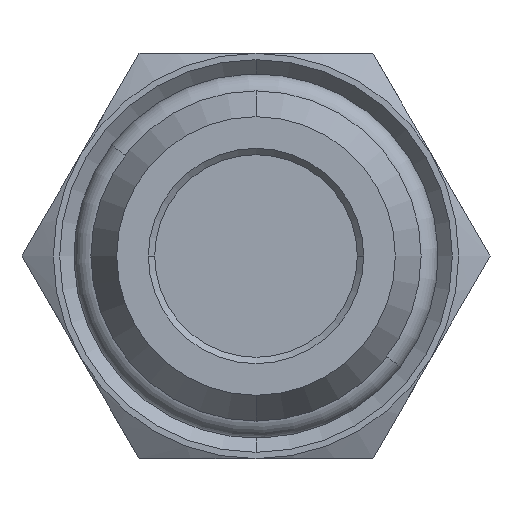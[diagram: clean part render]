
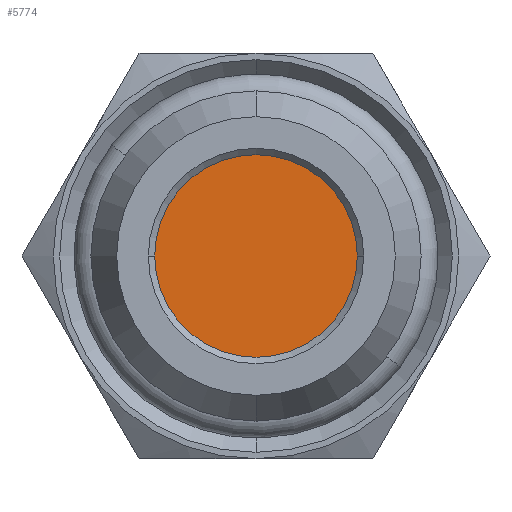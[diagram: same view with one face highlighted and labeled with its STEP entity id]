
A CAD part, front view. The second image highlights one B-rep face of the part: STEP entity #5774.
In plain terms, the highlighted planar face has unit normal (0, -1, 0).
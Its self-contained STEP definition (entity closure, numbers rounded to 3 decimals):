
#50 = EDGE_LOOP ( 'NONE', ( #6074, #6075 ) ) ;
#781 = FACE_OUTER_BOUND ( 'NONE', #50, .T. ) ;
#1049 = CARTESIAN_POINT ( 'NONE',  ( 0., -17.481, 0. ) ) ;
#1050 = DIRECTION ( 'NONE',  ( 0., -1., 0. ) ) ;
#1051 = DIRECTION ( 'NONE',  ( 1., 0., 0. ) ) ;
#1386 = AXIS2_PLACEMENT_3D ( 'NONE', #14908, #14909, #14910 ) ;
#1567 = CIRCLE ( 'NONE', #4420, 4. ) ;
#1647 = CIRCLE ( 'NONE', #1386, 4. ) ;
#4293 = CARTESIAN_POINT ( 'NONE',  ( -4., -17.481, 0. ) ) ;
#4294 = CARTESIAN_POINT ( 'NONE',  ( 4., -17.481, 0. ) ) ;
#4420 = AXIS2_PLACEMENT_3D ( 'NONE', #1049, #1050, #1051 ) ;
#4517 = AXIS2_PLACEMENT_3D ( 'NONE', #4628, #4629, #4630 ) ;
#4620 = PLANE ( 'NONE',  #4517 ) ;
#4628 = CARTESIAN_POINT ( 'NONE',  ( 0., -17.481, 0. ) ) ;
#4629 = DIRECTION ( 'NONE',  ( 0., -1., 0. ) ) ;
#4630 = DIRECTION ( 'NONE',  ( 1., 0., 0. ) ) ;
#5774 = ADVANCED_FACE ( 'NONE', ( #781 ), #4620, .T. ) ;
#6074 = ORIENTED_EDGE ( 'NONE', *, *, #6222, .T. ) ;
#6075 = ORIENTED_EDGE ( 'NONE', *, *, #10609, .T. ) ;
#6222 = EDGE_CURVE ( 'NONE', #16216, #16217, #1567, .T. ) ;
#10609 = EDGE_CURVE ( 'NONE', #16217, #16216, #1647, .T. ) ;
#14908 = CARTESIAN_POINT ( 'NONE',  ( 0., -17.481, 0. ) ) ;
#14909 = DIRECTION ( 'NONE',  ( 0., -1., 0. ) ) ;
#14910 = DIRECTION ( 'NONE',  ( 1., 0., 0. ) ) ;
#16216 = VERTEX_POINT ( 'NONE', #4293 ) ;
#16217 = VERTEX_POINT ( 'NONE', #4294 ) ;
